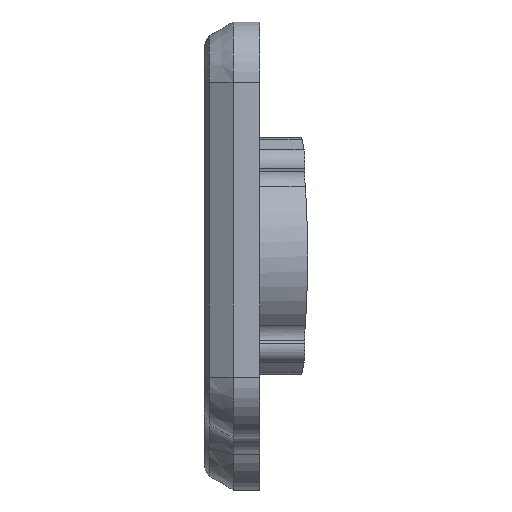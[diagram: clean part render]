
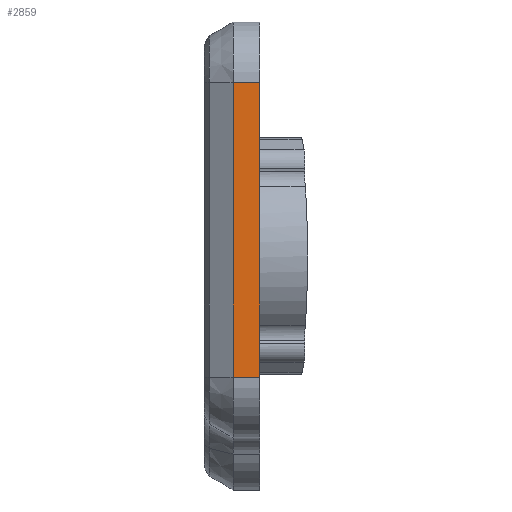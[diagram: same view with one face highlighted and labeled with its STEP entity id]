
A CAD part, left-side view. The second image highlights one B-rep face of the part: STEP entity #2859.
In plain terms, the highlighted planar face has unit normal (-1, 0, 0).
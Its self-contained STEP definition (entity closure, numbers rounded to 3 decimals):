
#124=PLANE('',#3148);
#271=FACE_OUTER_BOUND('',#430,.T.);
#430=EDGE_LOOP('',(#2644,#2645,#2646,#2647));
#783=LINE('',#4713,#1080);
#793=LINE('',#4747,#1090);
#813=LINE('',#4815,#1110);
#815=LINE('',#4819,#1112);
#1080=VECTOR('',#3850,10.);
#1090=VECTOR('',#3894,10.);
#1110=VECTOR('',#3970,10.);
#1112=VECTOR('',#3976,10.);
#1381=VERTEX_POINT('',#4674);
#1392=VERTEX_POINT('',#4712);
#1399=VERTEX_POINT('',#4746);
#1419=VERTEX_POINT('',#4811);
#1778=EDGE_CURVE('',#1392,#1381,#783,.T.);
#1795=EDGE_CURVE('',#1399,#1392,#793,.T.);
#1829=EDGE_CURVE('',#1419,#1381,#813,.T.);
#1831=EDGE_CURVE('',#1399,#1419,#815,.T.);
#2644=ORIENTED_EDGE('',*,*,#1829,.F.);
#2645=ORIENTED_EDGE('',*,*,#1831,.F.);
#2646=ORIENTED_EDGE('',*,*,#1795,.T.);
#2647=ORIENTED_EDGE('',*,*,#1778,.T.);
#2859=ADVANCED_FACE('',(#271),#124,.T.);
#3148=AXIS2_PLACEMENT_3D('',#4818,#3974,#3975);
#3850=DIRECTION('',(0.,1.,0.));
#3894=DIRECTION('',(0.,0.,1.));
#3970=DIRECTION('',(0.,0.,1.));
#3974=DIRECTION('center_axis',(-1.,0.,0.));
#3975=DIRECTION('ref_axis',(0.,0.,1.));
#3976=DIRECTION('',(0.,1.,0.));
#4674=CARTESIAN_POINT('',(-32.,4.804,31.5));
#4712=CARTESIAN_POINT('',(-32.,0.,31.5));
#4713=CARTESIAN_POINT('',(-32.,0.,31.5));
#4746=CARTESIAN_POINT('',(-32.,0.,-22.));
#4747=CARTESIAN_POINT('',(-32.,0.,-22.));
#4811=CARTESIAN_POINT('',(-32.,4.804,-22.));
#4815=CARTESIAN_POINT('',(-32.,4.804,10.625));
#4818=CARTESIAN_POINT('Origin',(-32.,0.,-22.));
#4819=CARTESIAN_POINT('',(-32.,0.,-22.));
